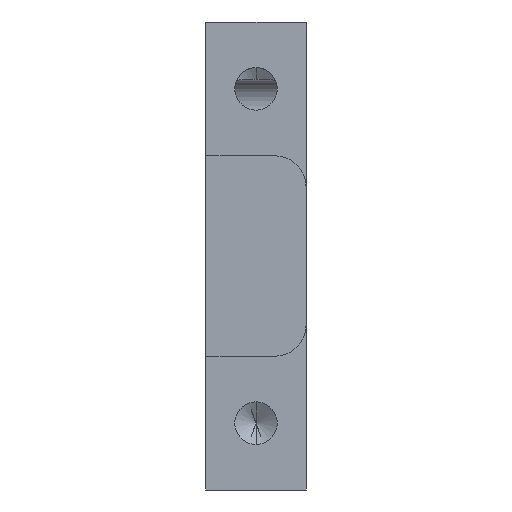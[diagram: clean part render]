
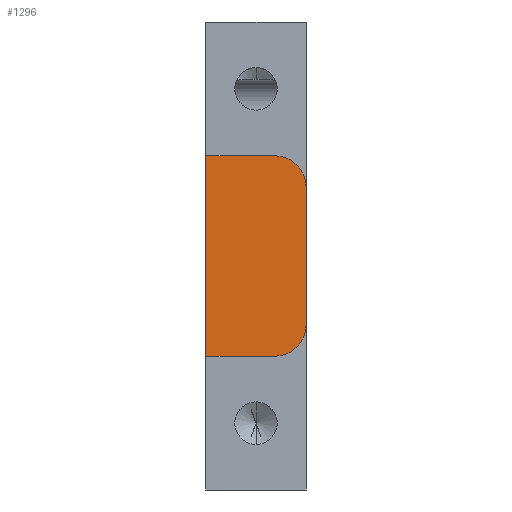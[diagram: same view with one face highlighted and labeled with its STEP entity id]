
A CAD part, left-side view. The second image highlights one B-rep face of the part: STEP entity #1296.
In plain terms, the highlighted planar face has unit normal (-1, 0, 0).
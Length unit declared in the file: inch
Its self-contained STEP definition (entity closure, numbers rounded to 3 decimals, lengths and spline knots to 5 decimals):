
#4 = VERTEX_POINT ( 'NONE', #1550 ) ;
#62 = VERTEX_POINT ( 'NONE', #2066 ) ;
#85 = CARTESIAN_POINT ( 'NONE',  ( -1.825, -4.23358, 1.13189 ) ) ;
#106 = ORIENTED_EDGE ( 'NONE', *, *, #552, .T. ) ;
#107 = CARTESIAN_POINT ( 'NONE',  ( -1.825, -4.35169, 1.25 ) ) ;
#203 = LINE ( 'NONE', #1522, #1732 ) ;
#254 = PLANE ( 'NONE',  #1151 ) ;
#289 = EDGE_CURVE ( 'NONE', #1439, #4, #797, .T. ) ;
#295 = CARTESIAN_POINT ( 'NONE',  ( -1.825, -4.23358, 0.5 ) ) ;
#333 = CARTESIAN_POINT ( 'NONE',  ( -1.825, -4.23358, 0.61811 ) ) ;
#345 = DIRECTION ( 'NONE',  ( -1., 0., 0. ) ) ;
#441 = VECTOR ( 'NONE', #1291, 39.37008 ) ;
#552 = EDGE_CURVE ( 'NONE', #1402, #62, #1888, .T. ) ;
#599 = DIRECTION ( 'NONE',  ( 0., 1., 0. ) ) ;
#627 = CIRCLE ( 'NONE', #1621, 0.11811 ) ;
#653 = VERTEX_POINT ( 'NONE', #1575 ) ;
#667 = ORIENTED_EDGE ( 'NONE', *, *, #289, .F. ) ;
#797 = LINE ( 'NONE', #1315, #441 ) ;
#828 = ORIENTED_EDGE ( 'NONE', *, *, #1533, .T. ) ;
#851 = DIRECTION ( 'NONE',  ( 0., 0., 1. ) ) ;
#875 = ORIENTED_EDGE ( 'NONE', *, *, #1168, .F. ) ;
#899 = DIRECTION ( 'NONE',  ( 0., 0., 1. ) ) ;
#997 = LINE ( 'NONE', #1876, #1821 ) ;
#1102 = LINE ( 'NONE', #107, #1892 ) ;
#1116 = ORIENTED_EDGE ( 'NONE', *, *, #2207, .T. ) ;
#1151 = AXIS2_PLACEMENT_3D ( 'NONE', #1592, #1937, #899 ) ;
#1168 = EDGE_CURVE ( 'NONE', #1402, #1439, #203, .T. ) ;
#1176 = DIRECTION ( 'NONE',  ( 0., 1., 0. ) ) ;
#1192 = EDGE_LOOP ( 'NONE', ( #828, #1116, #1366, #667, #875, #106 ) ) ;
#1271 = DIRECTION ( 'NONE',  ( -1., 0., 0. ) ) ;
#1291 = DIRECTION ( 'NONE',  ( 0., 0., 1. ) ) ;
#1296 = ADVANCED_FACE ( 'NONE', ( #1945 ), #254, .T. ) ;
#1315 = CARTESIAN_POINT ( 'NONE',  ( -1.825, -3.97669, 1.25 ) ) ;
#1366 = ORIENTED_EDGE ( 'NONE', *, *, #1886, .T. ) ;
#1371 = VERTEX_POINT ( 'NONE', #1781 ) ;
#1402 = VERTEX_POINT ( 'NONE', #295 ) ;
#1439 = VERTEX_POINT ( 'NONE', #1454 ) ;
#1454 = CARTESIAN_POINT ( 'NONE',  ( -1.825, -3.97669, 0.5 ) ) ;
#1522 = CARTESIAN_POINT ( 'NONE',  ( -1.825, -4.35169, 0.5 ) ) ;
#1533 = EDGE_CURVE ( 'NONE', #62, #1371, #997, .T. ) ;
#1550 = CARTESIAN_POINT ( 'NONE',  ( -1.825, -3.97669, 1.25 ) ) ;
#1575 = CARTESIAN_POINT ( 'NONE',  ( -1.825, -4.23358, 1.25 ) ) ;
#1592 = CARTESIAN_POINT ( 'NONE',  ( -1.825, -4.35169, 1.25 ) ) ;
#1621 = AXIS2_PLACEMENT_3D ( 'NONE', #85, #1271, #1810 ) ;
#1667 = AXIS2_PLACEMENT_3D ( 'NONE', #333, #345, #1683 ) ;
#1683 = DIRECTION ( 'NONE',  ( 0., 0., 1. ) ) ;
#1732 = VECTOR ( 'NONE', #1176, 39.37008 ) ;
#1781 = CARTESIAN_POINT ( 'NONE',  ( -1.825, -4.35169, 1.13189 ) ) ;
#1810 = DIRECTION ( 'NONE',  ( 0., 0., 1. ) ) ;
#1821 = VECTOR ( 'NONE', #851, 39.37008 ) ;
#1876 = CARTESIAN_POINT ( 'NONE',  ( -1.825, -4.35169, 1.25 ) ) ;
#1886 = EDGE_CURVE ( 'NONE', #653, #4, #1102, .T. ) ;
#1888 = CIRCLE ( 'NONE', #1667, 0.11811 ) ;
#1892 = VECTOR ( 'NONE', #599, 39.37008 ) ;
#1937 = DIRECTION ( 'NONE',  ( -1., 0., 0. ) ) ;
#1945 = FACE_OUTER_BOUND ( 'NONE', #1192, .T. ) ;
#2066 = CARTESIAN_POINT ( 'NONE',  ( -1.825, -4.35169, 0.61811 ) ) ;
#2207 = EDGE_CURVE ( 'NONE', #1371, #653, #627, .T. ) ;
